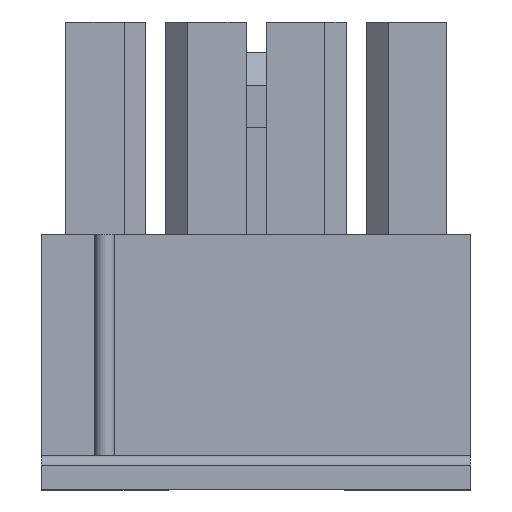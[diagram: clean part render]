
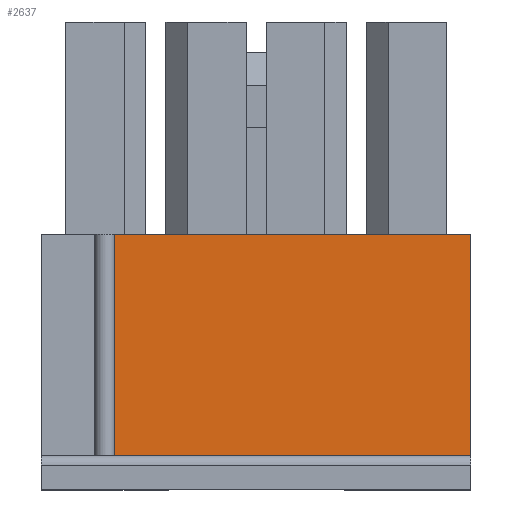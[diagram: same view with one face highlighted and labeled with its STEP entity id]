
A CAD part, top view. The second image highlights one B-rep face of the part: STEP entity #2637.
In plain terms, the highlighted planar face has unit normal (0, 0, 1).
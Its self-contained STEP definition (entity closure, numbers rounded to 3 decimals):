
#1=DIRECTION('',(0.,-1.,0.));
#2=VECTOR('',#1,6.63);
#3=CARTESIAN_POINT('',(6.42,3.65,3.43));
#4=LINE('',#3,#2);
#51=DIRECTION('',(1.,0.,0.));
#52=VECTOR('',#51,10.66);
#53=CARTESIAN_POINT('',(-4.24,3.65,3.43));
#54=LINE('',#53,#52);
#55=DIRECTION('',(0.,-1.,0.));
#56=VECTOR('',#55,6.63);
#57=CARTESIAN_POINT('',(-4.24,3.65,3.43));
#58=LINE('',#57,#56);
#1117=DIRECTION('',(1.,0.,0.));
#1118=VECTOR('',#1117,10.66);
#1119=CARTESIAN_POINT('',(-4.24,-2.98,3.43));
#1120=LINE('',#1119,#1118);
#1943=CARTESIAN_POINT('',(6.42,3.65,3.43));
#1944=CARTESIAN_POINT('',(6.42,-2.98,3.43));
#1945=VERTEX_POINT('',#1943);
#1946=VERTEX_POINT('',#1944);
#2391=CARTESIAN_POINT('',(-4.24,-2.98,3.43));
#2393=VERTEX_POINT('',#2391);
#2397=CARTESIAN_POINT('',(-4.24,3.65,3.43));
#2398=VERTEX_POINT('',#2397);
#2623=CARTESIAN_POINT('',(6.42,3.65,3.43));
#2624=DIRECTION('',(0.,0.,1.));
#2625=DIRECTION('',(0.,-1.,0.));
#2626=AXIS2_PLACEMENT_3D('',#2623,#2624,#2625);
#2627=PLANE('',#2626);
#2629=ORIENTED_EDGE('',*,*,#2628,.T.);
#2630=ORIENTED_EDGE('',*,*,#2584,.T.);
#2632=ORIENTED_EDGE('',*,*,#2631,.F.);
#2634=ORIENTED_EDGE('',*,*,#2633,.F.);
#2635=EDGE_LOOP('',(#2629,#2630,#2632,#2634));
#2636=FACE_OUTER_BOUND('',#2635,.F.);
#2637=ADVANCED_FACE('',(#2636),#2627,.T.);
#2584=EDGE_CURVE('',#1945,#1946,#4,.T.);
#2628=EDGE_CURVE('',#2398,#1945,#54,.T.);
#2631=EDGE_CURVE('',#2393,#1946,#1120,.T.);
#2633=EDGE_CURVE('',#2398,#2393,#58,.T.);
